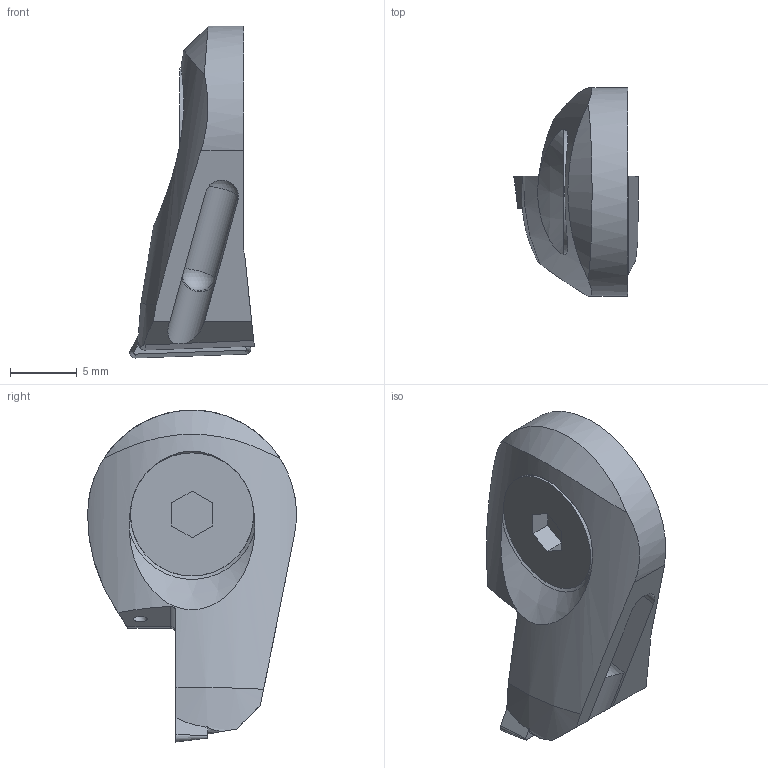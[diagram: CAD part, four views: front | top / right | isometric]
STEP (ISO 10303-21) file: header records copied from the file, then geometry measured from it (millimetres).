
FILE_DESCRIPTION(/* description */ (''),/* implementation_level */ '2;1');
FILE_NAME(/* name */ '1551864966142.stp',/* time_stamp */ '2019-03-06T10:36:22+01:00',/* author */ (''),/* organization */ ('SMS'),/* preprocessor_version */ 'ST-DEVELOPER v15',/* originating_system */ 'SIEMENS PLM Software NX 8.5',/* authorisation */ '');
FILE_SCHEMA (('AUTOMOTIVE_DESIGN { 1 0 10303 214 3 1 1 1 }'));
Length unit declared in the file: millimetre
Products named in the file (4): IsoTurningInsert; ASSEMBLY_CONSTRUCTION; 202217647mod000_00; 111169194mod000_01
Assembly tree (3 placements, depth 2):
  111169194mod000_01
    202217647mod000_00
    ASSEMBLY_CONSTRUCTION
    IsoTurningInsert
Bounding box: 9.3 x 15.6 x 24.8 mm (x, y, z)
Volume: 1291.6 mm3; surface area: 1143.7 mm2
Topology: 2 solids, 2 shells, 67 faces, 176 edges, 120 vertices
Faces by surface type: plane 31, cylinder 18, cone 11, torus 4, sphere 2, bspline 1
Full cylindrical faces by diameter (mm): 1 x1, 2.5 x2, 9.2 x1
Entity records: 2199 total; most frequent: CARTESIAN_POINT 468, DIRECTION 344, ORIENTED_EDGE 306, EDGE_CURVE 153, AXIS2_PLACEMENT_3D 130, VERTEX_POINT 105, LINE 84, VECTOR 84
